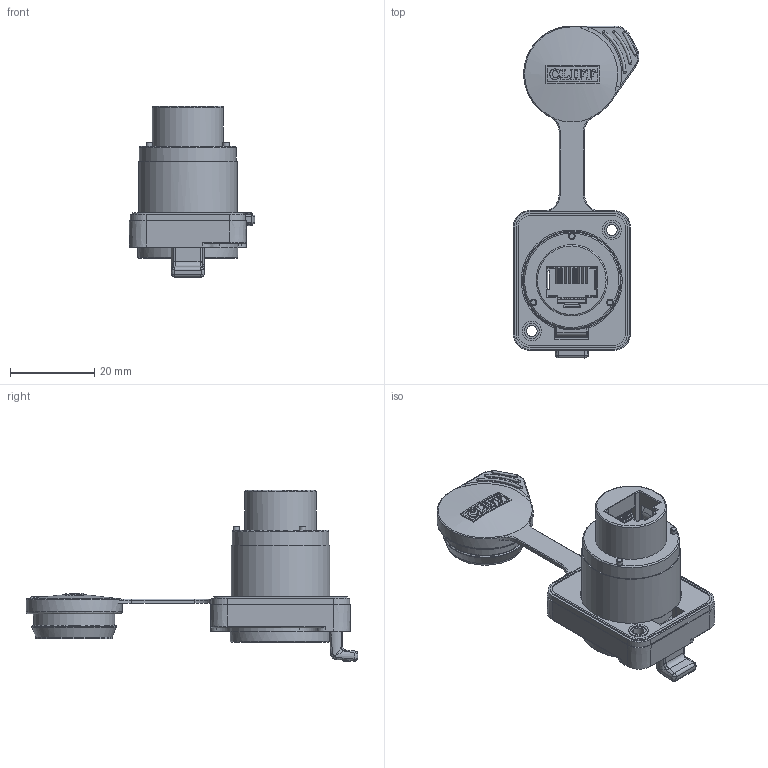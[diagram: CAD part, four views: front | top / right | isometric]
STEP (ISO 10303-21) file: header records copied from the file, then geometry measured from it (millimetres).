
FILE_DESCRIPTION(/* description */ (''),/* implementation_level */ '2;1');
FILE_NAME(/* name */ 'CP30220MIP65S TIM.stp',/* time_stamp */ '2021-12-10T12:50:11+00:00',/* author */ ('tottley'),/* organization */ (''),/* preprocessor_version */ 'ST-DEVELOPER v18.1',/* originating_system */ 'Autodesk Inventor 2022',/* authorisation */ '');
FILE_SCHEMA (('AUTOMOTIVE_DESIGN { 1 0 10303 214 3 1 1 }'));
Length unit declared in the file: millimetre
Products named in the file (13): wxg-CLIFF; ASM0001_ASM_28_ASM; WXCSL-1_11; WXCSL-2_5; WXC-G_11; XJTZ_11; YAPIAN_1; FSQ_2; TZ_3; XJG-1_11; ZHEN_3; TH_1; PBP_1
Assembly tree (13 placements, depth 3):
  wxg-CLIFF
    ASM0001_ASM_28_ASM
      WXCSL-1_11
      WXCSL-2_5
      WXC-G_11
      XJTZ_11
      YAPIAN_1
      FSQ_2
      TZ_3
      XJG-1_11
      ZHEN_3
      TH_1
      PBP_1  x2
Bounding box: 29.86 x 78.79 x 40.66 mm (x, y, z)
Volume: 12617.5 mm3; surface area: 19696.5 mm2
Topology: 11 solids, 11 shells, 1420 faces, 3971 edges, 2587 vertices
Faces by surface type: plane 836, cylinder 333, bspline 135, torus 57, cone 39, sphere 20
Full cylindrical faces by diameter (mm): 1.5 x3, 1.6 x3, 2 x2, 2.6 x2, 2.8 x4, 3.2 x2, 3.3 x2, 3.6 x2, 4.6 x2, 4.8 x2, 16.9 x1, 18.157 x1, 19.3 x2, 20 x1, 22.4 x1, 22.8 x1, 23 x1, 23.4 x1
Entity records: 55450 total; most frequent: CARTESIAN_POINT 19047, ORIENTED_EDGE 7760, DIRECTION 7272, EDGE_CURVE 3880, VERTEX_POINT 2531, LINE 2470, VECTOR 2470, AXIS2_PLACEMENT_3D 2401
